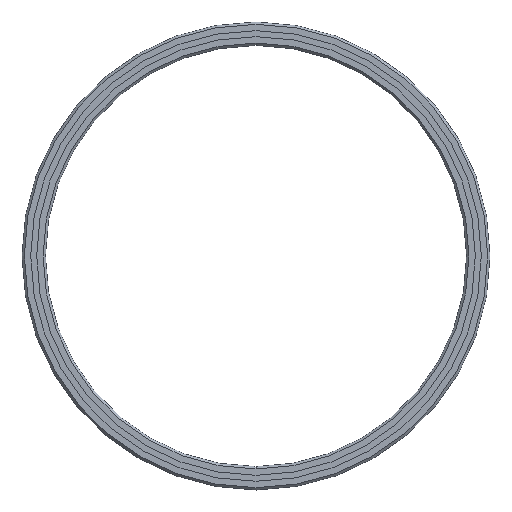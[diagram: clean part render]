
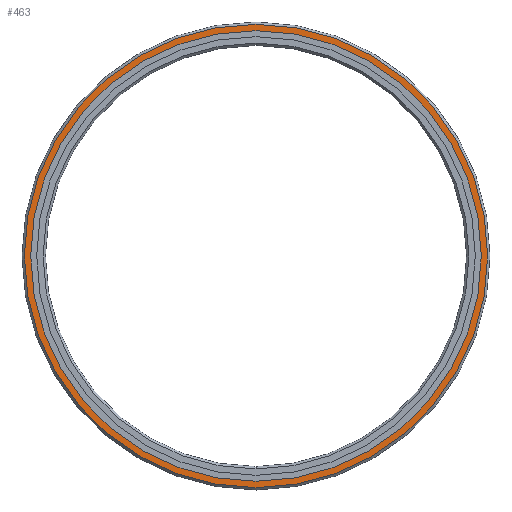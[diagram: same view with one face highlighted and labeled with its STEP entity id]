
A CAD part, top view. The second image highlights one B-rep face of the part: STEP entity #463.
In plain terms, the highlighted planar face has unit normal (0, 0, 1).
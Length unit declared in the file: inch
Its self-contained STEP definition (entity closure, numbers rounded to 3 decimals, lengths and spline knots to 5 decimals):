
#4 = ORIENTED_EDGE ( 'NONE', *, *, #411, .T. ) ;
#27 = CARTESIAN_POINT ( 'NONE',  ( 0., -2.407, 0.125 ) ) ;
#60 = VERTEX_POINT ( 'NONE', #27 ) ;
#61 = CIRCLE ( 'NONE', #168, 2.407 ) ;
#72 = AXIS2_PLACEMENT_3D ( 'NONE', #294, #648, #597 ) ;
#77 = DIRECTION ( 'NONE',  ( 0., 0., 1. ) ) ;
#111 = CARTESIAN_POINT ( 'NONE',  ( 0., 2.475, 0.125 ) ) ;
#128 = PLANE ( 'NONE',  #515 ) ;
#131 = AXIS2_PLACEMENT_3D ( 'NONE', #239, #595, #310 ) ;
#133 = VERTEX_POINT ( 'NONE', #551 ) ;
#155 = ORIENTED_EDGE ( 'NONE', *, *, #387, .T. ) ;
#167 = EDGE_LOOP ( 'NONE', ( #4, #155 ) ) ;
#168 = AXIS2_PLACEMENT_3D ( 'NONE', #455, #442, #329 ) ;
#187 = FACE_BOUND ( 'NONE', #259, .T. ) ;
#237 = AXIS2_PLACEMENT_3D ( 'NONE', #608, #323, #261 ) ;
#239 = CARTESIAN_POINT ( 'NONE',  ( 0., 0., 0.125 ) ) ;
#259 = EDGE_LOOP ( 'NONE', ( #296, #726 ) ) ;
#261 = DIRECTION ( 'NONE',  ( 0., 1., 0. ) ) ;
#294 = CARTESIAN_POINT ( 'NONE',  ( 0., 0., 0.125 ) ) ;
#296 = ORIENTED_EDGE ( 'NONE', *, *, #639, .T. ) ;
#310 = DIRECTION ( 'NONE',  ( 0., -1., 0. ) ) ;
#323 = DIRECTION ( 'NONE',  ( 0., 0., -1. ) ) ;
#329 = DIRECTION ( 'NONE',  ( 0., 1., 0. ) ) ;
#352 = CARTESIAN_POINT ( 'NONE',  ( 0., 2.407, 0.125 ) ) ;
#365 = CARTESIAN_POINT ( 'NONE',  ( 0., -2.475, 0.125 ) ) ;
#387 = EDGE_CURVE ( 'NONE', #546, #660, #529, .T. ) ;
#411 = EDGE_CURVE ( 'NONE', #660, #546, #449, .T. ) ;
#442 = DIRECTION ( 'NONE',  ( 0., 0., -1. ) ) ;
#449 = CIRCLE ( 'NONE', #131, 2.475 ) ;
#455 = CARTESIAN_POINT ( 'NONE',  ( 0., 0., 0.125 ) ) ;
#463 = ADVANCED_FACE ( 'NONE', ( #645, #187 ), #128, .T. ) ;
#493 = EDGE_CURVE ( 'NONE', #60, #133, #498, .T. ) ;
#498 = CIRCLE ( 'NONE', #237, 2.407 ) ;
#515 = AXIS2_PLACEMENT_3D ( 'NONE', #352, #77, #537 ) ;
#529 = CIRCLE ( 'NONE', #72, 2.475 ) ;
#537 = DIRECTION ( 'NONE',  ( 0., -1., 0. ) ) ;
#546 = VERTEX_POINT ( 'NONE', #365 ) ;
#551 = CARTESIAN_POINT ( 'NONE',  ( 0., 2.407, 0.125 ) ) ;
#595 = DIRECTION ( 'NONE',  ( 0., 0., 1. ) ) ;
#597 = DIRECTION ( 'NONE',  ( 0., -1., 0. ) ) ;
#608 = CARTESIAN_POINT ( 'NONE',  ( 0., 0., 0.125 ) ) ;
#639 = EDGE_CURVE ( 'NONE', #133, #60, #61, .T. ) ;
#645 = FACE_OUTER_BOUND ( 'NONE', #167, .T. ) ;
#648 = DIRECTION ( 'NONE',  ( 0., 0., 1. ) ) ;
#660 = VERTEX_POINT ( 'NONE', #111 ) ;
#726 = ORIENTED_EDGE ( 'NONE', *, *, #493, .T. ) ;
